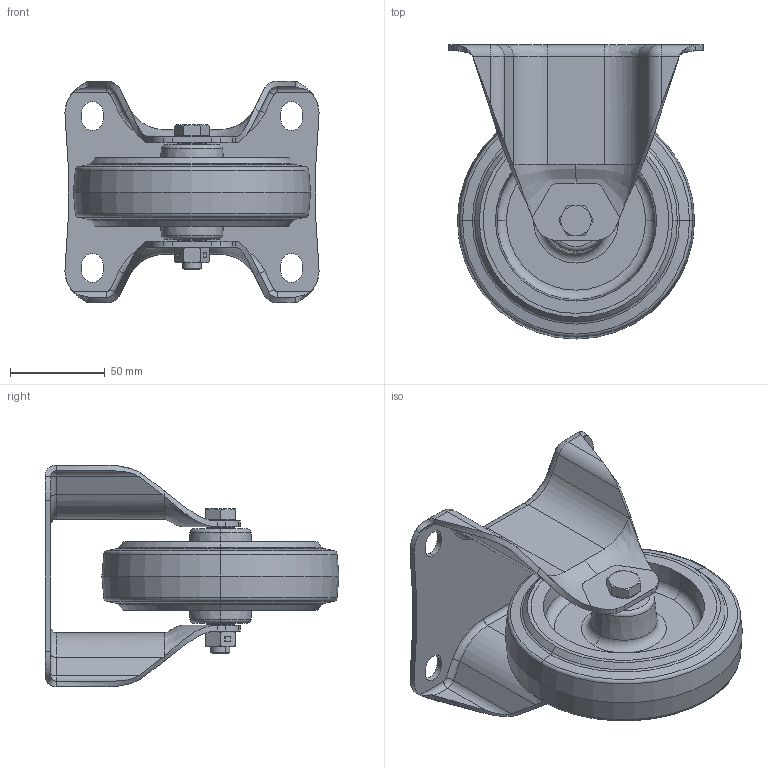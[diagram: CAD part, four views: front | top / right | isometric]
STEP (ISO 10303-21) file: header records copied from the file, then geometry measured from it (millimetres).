
FILE_DESCRIPTION (( 'STEP AP214' ), '1' );
FILE_NAME ('0035488CA_B-IK-EGK-125-R-GP.STEP', '2016-03-16T09:24:08', ( '' ), ( '' ), 'SwSTEP 2.0', 'SolidWorks 2016', '' );
FILE_SCHEMA (( 'AUTOMOTIVE_DESIGN' ));
Length unit declared in the file: millimetre
Products named in the file (1): 0035488CA_B-IK-EGK-125-R-GP
Bounding box: 133.97 x 155 x 117 mm (x, y, z)
Surface area: 136441 mm2 (no closed solid volume)
Topology: 0 solids, 6 shells, 286 faces, 708 edges, 442 vertices
Faces by surface type: plane 84, cylinder 80, cone 44, bspline 40, torus 38
Entity records: 19883 total; most frequent: CARTESIAN_POINT 10297, ORIENTED_EDGE 1416, DIRECTION 1187, EDGE_CURVE 708, AXIS2_PLACEMENT_3D 483, VERTEX_POINT 442, EDGE_LOOP 314, UNCERTAINTY_MEASURE_WITH_UNIT 293
